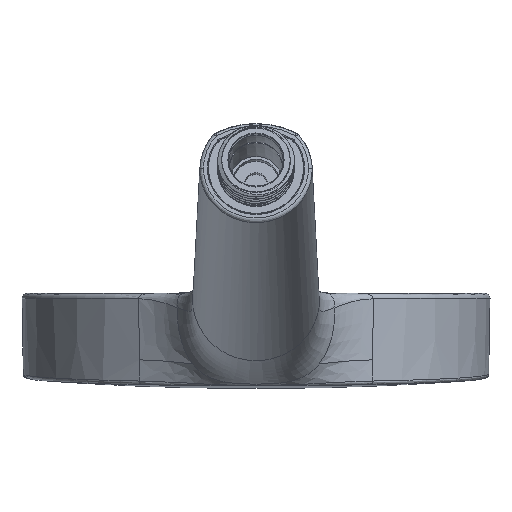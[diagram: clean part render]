
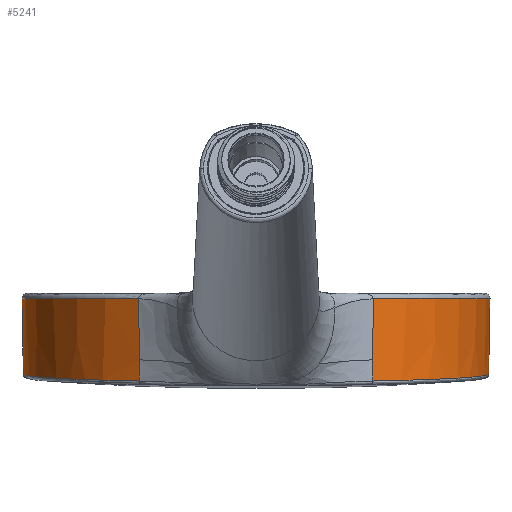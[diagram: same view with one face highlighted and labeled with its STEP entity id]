
A CAD part, front view. The second image highlights one B-rep face of the part: STEP entity #5241.
In plain terms, the highlighted conical face has half-angle 1 degrees and reference radius 62.5 mm.
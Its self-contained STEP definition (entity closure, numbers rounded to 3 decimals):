
#532=CONICAL_SURFACE('',#18030,62.5,1.);
#3537=B_SPLINE_CURVE_WITH_KNOTS('',3,(#33302,#33303,#33304,#33305),
 .UNSPECIFIED.,.F.,.F.,(4,4),(0.,1.),.UNSPECIFIED.);
#3540=B_SPLINE_CURVE_WITH_KNOTS('',3,(#33642,#33643,#33644,#33645),
 .UNSPECIFIED.,.F.,.F.,(4,4),(0.,1.),.UNSPECIFIED.);
#3541=B_SPLINE_CURVE_WITH_KNOTS('',3,(#33954,#33955,#33956,#33957),
 .UNSPECIFIED.,.F.,.F.,(4,4),(0.,1.),.UNSPECIFIED.);
#3543=B_SPLINE_CURVE_WITH_KNOTS('',3,(#33974,#33975,#33976,#33977),
 .UNSPECIFIED.,.F.,.F.,(4,4),(0.,1.),.UNSPECIFIED.);
#3544=B_SPLINE_CURVE_WITH_KNOTS('',3,(#34230,#34231,#34232,#34233,#34234,
#34235,#34236,#34237,#34238,#34239,#34240,#34241,#34242,#34243,#34244,#34245,
#34246,#34247,#34248,#34249,#34250,#34251,#34252,#34253,#34254,#34255,#34256,
#34257,#34258,#34259,#34260,#34261,#34262,#34263,#34264,#34265,#34266,#34267,
#34268,#34269,#34270,#34271,#34272,#34273,#34274,#34275,#34276,#34277,#34278,
#34279,#34280,#34281),.UNSPECIFIED.,.F.,.F.,(4,2,2,2,2,2,2,2,2,2,2,2,2,
2,2,2,2,2,2,2,2,2,2,2,2,4),(0.,0.063,0.125,0.188,0.219,0.25,0.281,
0.313,0.344,0.375,0.406,0.438,0.469,0.5,0.531,0.563,0.594,
0.625,0.656,0.688,0.719,0.75,0.813,0.875,0.938,1.),.UNSPECIFIED.);
#4300=CIRCLE('',#18029,62.473);
#5241=ADVANCED_FACE('',(#7228),#532,.T.);
#7228=FACE_OUTER_BOUND('',#7666,.T.);
#7666=EDGE_LOOP('',(#10476,#10477,#10478,#10479,#10480,#10481));
#10476=ORIENTED_EDGE('',*,*,#15777,.F.);
#10477=ORIENTED_EDGE('',*,*,#15778,.T.);
#10478=ORIENTED_EDGE('',*,*,#15775,.F.);
#10479=ORIENTED_EDGE('',*,*,#15771,.F.);
#10480=ORIENTED_EDGE('',*,*,#15779,.T.);
#10481=ORIENTED_EDGE('',*,*,#15774,.F.);
#14141=VERTEX_POINT('',#24873);
#14144=VERTEX_POINT('',#24978);
#14168=VERTEX_POINT('',#33306);
#14169=VERTEX_POINT('',#33641);
#14170=VERTEX_POINT('',#33958);
#14171=VERTEX_POINT('',#33973);
#15771=EDGE_CURVE('',#14141,#14168,#3537,.T.);
#15774=EDGE_CURVE('',#14169,#14144,#3540,.T.);
#15775=EDGE_CURVE('',#14168,#14170,#3541,.T.);
#15777=EDGE_CURVE('',#14171,#14169,#3543,.T.);
#15778=EDGE_CURVE('',#14171,#14170,#3544,.T.);
#15779=EDGE_CURVE('',#14141,#14144,#4300,.T.);
#18029=AXIS2_PLACEMENT_3D('',#34282,#20515,#20516);
#18030=AXIS2_PLACEMENT_3D('',#34283,#20517,#20518);
#20515=DIRECTION('',(0.,0.,-1.));
#20516=DIRECTION('',(1.,0.,0.));
#20517=DIRECTION('',(0.,0.,1.));
#20518=DIRECTION('',(1.,0.,0.));
#24873=CARTESIAN_POINT('',(-31.306,-54.064,2.474));
#24978=CARTESIAN_POINT('',(31.306,-54.064,2.474));
#33302=CARTESIAN_POINT('',(-31.306,-54.064,2.474));
#33303=CARTESIAN_POINT('',(-31.258,-53.982,-2.955));
#33304=CARTESIAN_POINT('',(-31.211,-53.9,-8.384));
#33305=CARTESIAN_POINT('',(-31.163,-53.818,-13.813));
#33306=CARTESIAN_POINT('',(-31.163,-53.818,-13.813));
#33641=CARTESIAN_POINT('',(31.163,-53.818,-13.813));
#33642=CARTESIAN_POINT('',(31.163,-53.818,-13.813));
#33643=CARTESIAN_POINT('',(31.211,-53.9,-8.384));
#33644=CARTESIAN_POINT('',(31.258,-53.982,-2.955));
#33645=CARTESIAN_POINT('',(31.306,-54.064,2.474));
#33954=CARTESIAN_POINT('',(-31.163,-53.818,-13.813));
#33955=CARTESIAN_POINT('',(-31.147,-53.789,-15.7));
#33956=CARTESIAN_POINT('',(-31.13,-53.761,-17.587));
#33957=CARTESIAN_POINT('',(-31.114,-53.732,-19.474));
#33958=CARTESIAN_POINT('',(-31.114,-53.732,-19.474));
#33973=CARTESIAN_POINT('',(31.114,-53.732,-19.474));
#33974=CARTESIAN_POINT('',(31.114,-53.732,-19.474));
#33975=CARTESIAN_POINT('',(31.13,-53.761,-17.587));
#33976=CARTESIAN_POINT('',(31.147,-53.789,-15.7));
#33977=CARTESIAN_POINT('',(31.163,-53.818,-13.813));
#34230=CARTESIAN_POINT('',(31.114,-53.732,-19.474));
#34231=CARTESIAN_POINT('',(37.033,-50.307,-19.356));
#34232=CARTESIAN_POINT('',(42.358,-45.903,-19.204));
#34233=CARTESIAN_POINT('',(51.226,-35.748,-18.855));
#34234=CARTESIAN_POINT('',(54.871,-29.859,-18.652));
#34235=CARTESIAN_POINT('',(60.007,-17.393,-18.222));
#34236=CARTESIAN_POINT('',(61.567,-10.65,-17.99));
#34237=CARTESIAN_POINT('',(62.211,-0.557,-17.641));
#34238=CARTESIAN_POINT('',(62.153,2.816,-17.525));
#34239=CARTESIAN_POINT('',(61.48,9.577,-17.292));
#34240=CARTESIAN_POINT('',(60.86,12.946,-17.175));
#34241=CARTESIAN_POINT('',(59.105,19.46,-16.951));
#34242=CARTESIAN_POINT('',(57.967,22.634,-16.841));
#34243=CARTESIAN_POINT('',(55.161,28.813,-16.628));
#34244=CARTESIAN_POINT('',(53.489,31.811,-16.524));
#34245=CARTESIAN_POINT('',(49.731,37.419,-16.33));
#34246=CARTESIAN_POINT('',(47.634,40.059,-16.239));
#34247=CARTESIAN_POINT('',(42.996,45.004,-16.068));
#34248=CARTESIAN_POINT('',(40.446,47.31,-15.988));
#34249=CARTESIAN_POINT('',(35.082,51.417,-15.846));
#34250=CARTESIAN_POINT('',(32.248,53.242,-15.783));
#34251=CARTESIAN_POINT('',(26.272,56.433,-15.673));
#34252=CARTESIAN_POINT('',(23.113,57.799,-15.626));
#34253=CARTESIAN_POINT('',(16.708,59.966,-15.551));
#34254=CARTESIAN_POINT('',(13.437,60.784,-15.522));
#34255=CARTESIAN_POINT('',(6.759,61.884,-15.484));
#34256=CARTESIAN_POINT('',(3.327,62.163,-15.475));
#34257=CARTESIAN_POINT('',(-3.441,62.157,-15.475));
#34258=CARTESIAN_POINT('',(-6.8,61.879,-15.484));
#34259=CARTESIAN_POINT('',(-13.473,60.776,-15.523));
#34260=CARTESIAN_POINT('',(-16.812,59.938,-15.552));
#34261=CARTESIAN_POINT('',(-23.224,57.755,-15.627));
#34262=CARTESIAN_POINT('',(-26.316,56.412,-15.673));
#34263=CARTESIAN_POINT('',(-32.274,53.226,-15.784));
#34264=CARTESIAN_POINT('',(-35.165,51.361,-15.848));
#34265=CARTESIAN_POINT('',(-40.54,47.231,-15.991));
#34266=CARTESIAN_POINT('',(-43.036,44.965,-16.069));
#34267=CARTESIAN_POINT('',(-47.651,40.037,-16.24));
#34268=CARTESIAN_POINT('',(-49.786,37.347,-16.333));
#34269=CARTESIAN_POINT('',(-53.554,31.703,-16.528));
#34270=CARTESIAN_POINT('',(-55.19,28.755,-16.63));
#34271=CARTESIAN_POINT('',(-57.975,22.61,-16.842));
#34272=CARTESIAN_POINT('',(-59.131,19.384,-16.953));
#34273=CARTESIAN_POINT('',(-61.766,9.541,-17.293));
#34274=CARTESIAN_POINT('',(-62.434,2.769,-17.527));
#34275=CARTESIAN_POINT('',(-61.546,-10.808,-17.995));
#34276=CARTESIAN_POINT('',(-60.009,-17.415,-18.223));
#34277=CARTESIAN_POINT('',(-54.799,-30.008,-18.657));
#34278=CARTESIAN_POINT('',(-51.233,-35.754,-18.855));
#34279=CARTESIAN_POINT('',(-42.239,-46.024,-19.208));
#34280=CARTESIAN_POINT('',(-37.033,-50.307,-19.356));
#34281=CARTESIAN_POINT('',(-31.114,-53.732,-19.474));
#34282=CARTESIAN_POINT('',(0.,0.,2.474));
#34283=CARTESIAN_POINT('',(0.,0.,4.));
